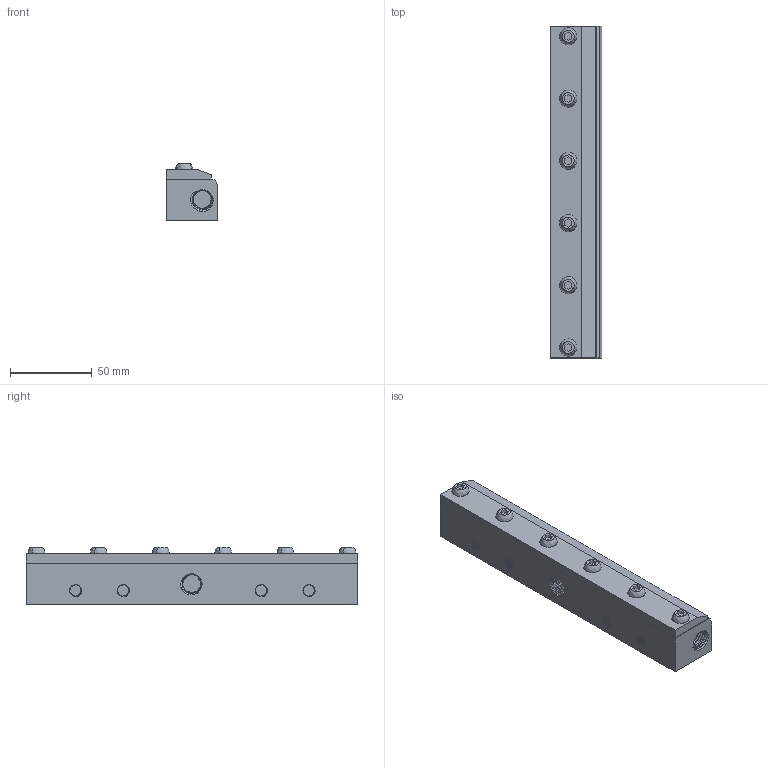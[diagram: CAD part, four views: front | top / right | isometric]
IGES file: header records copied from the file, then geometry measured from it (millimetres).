
Start section: START RECORD GO HERE.
Global section: file name: 10008S.igs; native system: DASSAULT SYSTEMES CATIA V5 R21 - www.3ds.com; preprocessor: CATIA Version 5 Release 21 ; author: Het Padachh; organization: DESKTOP-DL55NFQ; date: 20201130.171017; units: millimetre
Bounding box: 31.75 x 203.2 x 35.04 mm (x, y, z)
Volume: 184636.2 mm3; surface area: 33248.1 mm2
Topology: 1 solids, 1 shells, 5760 faces, 16984 edges, 11261 vertices
Faces by surface type: plane 5196, bspline 369, revolution 195
